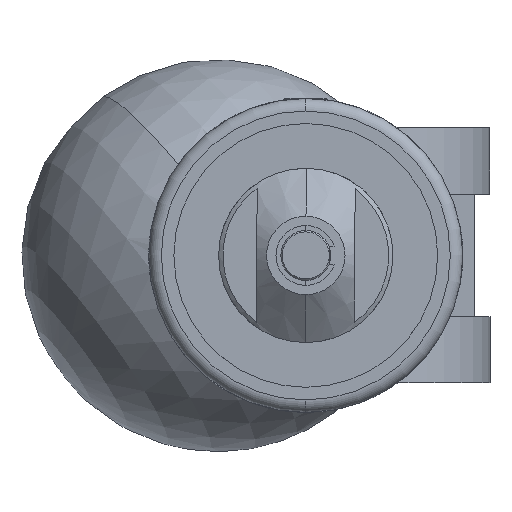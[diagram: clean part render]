
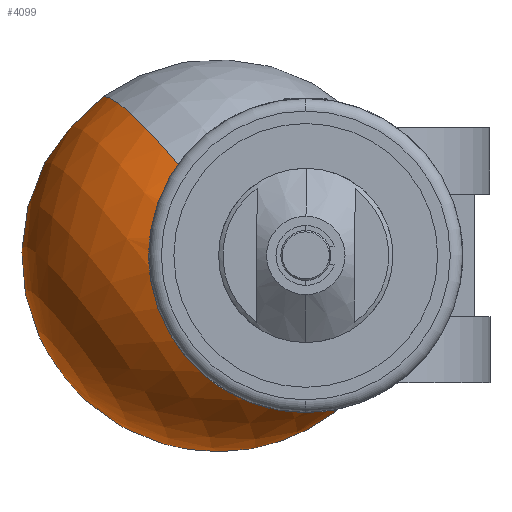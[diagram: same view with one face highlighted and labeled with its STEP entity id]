
A CAD part, left-side view. The second image highlights one B-rep face of the part: STEP entity #4099.
In plain terms, the highlighted spherical face has radius 15.875 mm.
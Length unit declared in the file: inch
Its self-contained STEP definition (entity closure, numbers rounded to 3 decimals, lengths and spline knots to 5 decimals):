
#201 = AXIS2_PLACEMENT_3D ( 'NONE', #12240, #11202, #9213 ) ;
#713 = SPHERICAL_SURFACE ( 'NONE', #10353, 0.625 ) ;
#804 = CIRCLE ( 'NONE', #7501, 0.25 ) ;
#862 = CARTESIAN_POINT ( 'NONE',  ( 6.3427, 0.37782, 0. ) ) ;
#1517 = CARTESIAN_POINT ( 'NONE',  ( 5.1825, 0.04597, -0.20274 ) ) ;
#1661 = CARTESIAN_POINT ( 'NONE',  ( 5.72539, 0.28004, 0. ) ) ;
#1707 = AXIS2_PLACEMENT_3D ( 'NONE', #9783, #6274, #2074 ) ;
#2074 = DIRECTION ( 'NONE',  ( 0.127, -0.801, 0.585 ) ) ;
#2463 = FACE_OUTER_BOUND ( 'NONE', #12130, .T. ) ;
#2714 = DIRECTION ( 'NONE',  ( 0.092, -0.578, -0.811 ) ) ;
#3133 = AXIS2_PLACEMENT_3D ( 'NONE', #10103, #6827, #5627 ) ;
#3283 = CIRCLE ( 'NONE', #201, 0.625 ) ;
#3691 = DIRECTION ( 'NONE',  ( 0.988, 0.156, 0. ) ) ;
#4099 = ADVANCED_FACE ( 'NONE', ( #2463 ), #713, .T. ) ;
#4699 = ORIENTED_EDGE ( 'NONE', *, *, #12638, .T. ) ;
#4853 = CARTESIAN_POINT ( 'NONE',  ( 5.15962, 0.19044, 0. ) ) ;
#4874 = CARTESIAN_POINT ( 'NONE',  ( 5.13674, 0.3349, 0.20274 ) ) ;
#5627 = DIRECTION ( 'NONE',  ( 0., -0.59, -0.808 ) ) ;
#5701 = VERTEX_POINT ( 'NONE', #4874 ) ;
#6274 = DIRECTION ( 'NONE',  ( 0.988, 0.156, 0. ) ) ;
#6827 = DIRECTION ( 'NONE',  ( 0.127, -0.801, 0.585 ) ) ;
#7124 = VERTEX_POINT ( 'NONE', #862 ) ;
#7501 = AXIS2_PLACEMENT_3D ( 'NONE', #4853, #3691, #7947 ) ;
#7941 = EDGE_CURVE ( 'NONE', #11952, #11887, #11321, .T. ) ;
#7947 = DIRECTION ( 'NONE',  ( 0.127, -0.801, 0.585 ) ) ;
#9213 = DIRECTION ( 'NONE',  ( 0., 0.59, 0.808 ) ) ;
#9355 = DIRECTION ( 'NONE',  ( 0.127, -0.801, 0.585 ) ) ;
#9734 = EDGE_CURVE ( 'NONE', #7124, #5701, #10749, .T. ) ;
#9783 = CARTESIAN_POINT ( 'NONE',  ( 5.15962, 0.19044, 0. ) ) ;
#9785 = CARTESIAN_POINT ( 'NONE',  ( 5.12791, 0.39068, -0.14627 ) ) ;
#10103 = CARTESIAN_POINT ( 'NONE',  ( 5.72539, 0.28004, 0. ) ) ;
#10153 = ORIENTED_EDGE ( 'NONE', *, *, #7941, .T. ) ;
#10353 = AXIS2_PLACEMENT_3D ( 'NONE', #1661, #9355, #2714 ) ;
#10749 = CIRCLE ( 'NONE', #3133, 0.625 ) ;
#11202 = DIRECTION ( 'NONE',  ( -0.127, 0.801, -0.585 ) ) ;
#11321 = CIRCLE ( 'NONE', #1707, 0.25 ) ;
#11412 = ORIENTED_EDGE ( 'NONE', *, *, #12004, .T. ) ;
#11887 = VERTEX_POINT ( 'NONE', #9785 ) ;
#11952 = VERTEX_POINT ( 'NONE', #1517 ) ;
#12004 = EDGE_CURVE ( 'NONE', #11887, #5701, #804, .T. ) ;
#12130 = EDGE_LOOP ( 'NONE', ( #13656, #4699, #10153, #11412 ) ) ;
#12240 = CARTESIAN_POINT ( 'NONE',  ( 5.72539, 0.28004, 0. ) ) ;
#12638 = EDGE_CURVE ( 'NONE', #7124, #11952, #3283, .T. ) ;
#13656 = ORIENTED_EDGE ( 'NONE', *, *, #9734, .F. ) ;
